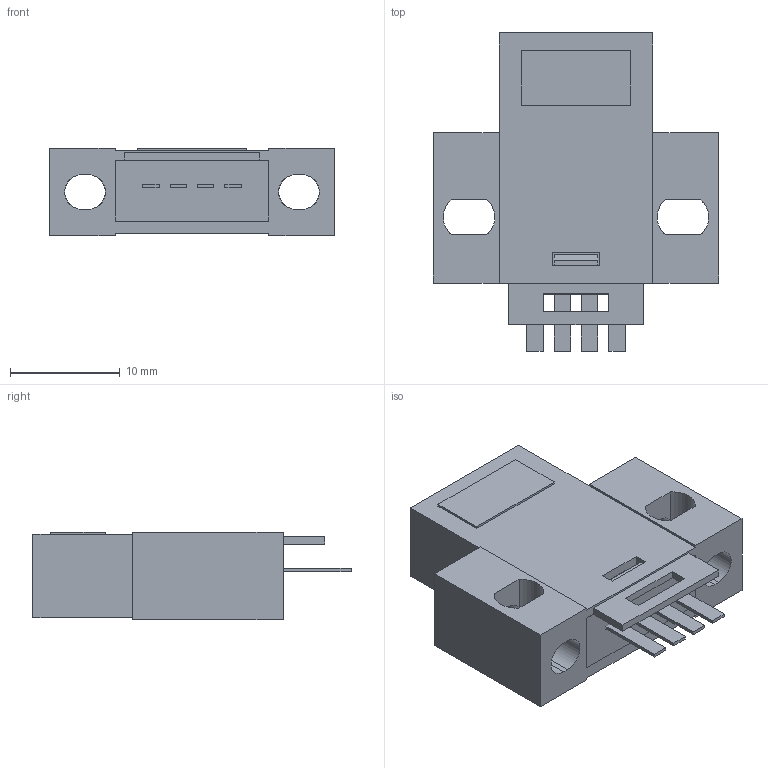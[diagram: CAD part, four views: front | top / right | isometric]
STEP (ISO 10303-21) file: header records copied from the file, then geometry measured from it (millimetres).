
FILE_DESCRIPTION(/* description */ (''),/* implementation_level */ '2;1');
FILE_NAME(/* name */ '411.stp',/* time_stamp */ '2022-03-23T10:25:36+08:00',/* author */ (''),/* organization */ (''),/* preprocessor_version */ 'ST-DEVELOPER v11',/* originating_system */ 'SIEMENS UGS NX 6.0',/* authorisation */ '');
FILE_SCHEMA (('CONFIG_CONTROL_DESIGN'));
Length unit declared in the file: millimetre
Products named in the file (1): AdmiA46C6c4d
Bounding box: 26 x 29 x 8 mm (x, y, z)
Volume: 2436.1 mm3; surface area: 4036.1 mm2
Topology: 6 solids, 6 shells, 199 faces, 533 edges, 352 vertices
Faces by surface type: plane 185, cylinder 14
Entity records: 6323 total; most frequent: CARTESIAN_POINT 1205, ORIENTED_EDGE 1066, DIRECTION 961, EDGE_CURVE 533, LINE 489, VECTOR 489, VERTEX_POINT 352, AXIS2_PLACEMENT_3D 236
